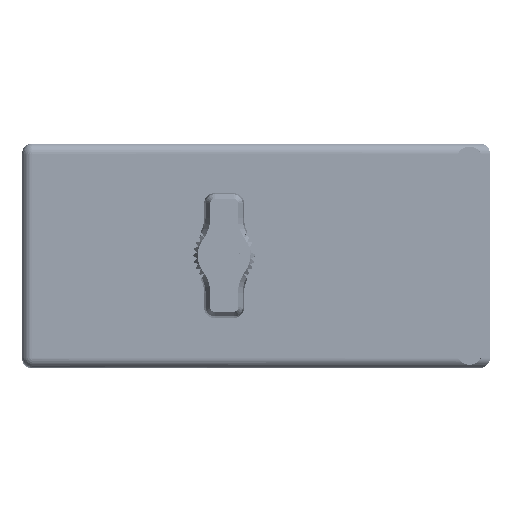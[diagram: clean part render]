
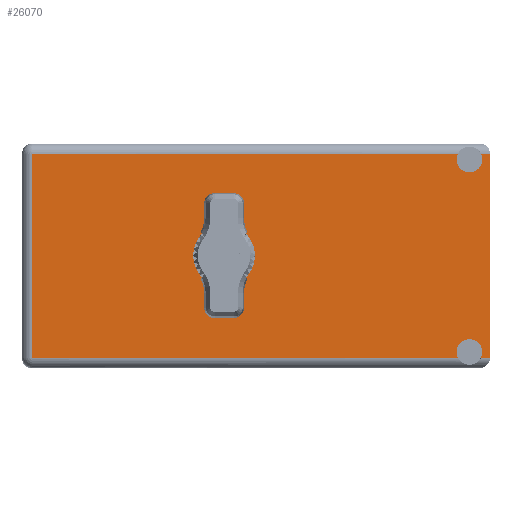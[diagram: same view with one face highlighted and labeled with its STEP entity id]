
A CAD part, top view. The second image highlights one B-rep face of the part: STEP entity #26070.
In plain terms, the highlighted face is planar.
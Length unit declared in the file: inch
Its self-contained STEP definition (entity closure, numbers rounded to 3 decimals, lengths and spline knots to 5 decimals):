
#643 = CARTESIAN_POINT ( 'NONE',  ( 3.05, 2.03, -0.109 ) ) ;
#2792 = VERTEX_POINT ( 'NONE', #33643 ) ;
#5033 = AXIS2_PLACEMENT_3D ( 'NONE', #37715, #80864, #5059 ) ;
#5059 = DIRECTION ( 'NONE',  ( 0., 0., 1. ) ) ;
#6074 = CARTESIAN_POINT ( 'NONE',  ( 3.05, 2.03, -1.421 ) ) ;
#6880 = CARTESIAN_POINT ( 'NONE',  ( 3.19, 2.03, -1.46 ) ) ;
#10326 = CARTESIAN_POINT ( 'NONE',  ( 0.07, 2.03, -0.07 ) ) ;
#10368 = ORIENTED_EDGE ( 'NONE', *, *, #20941, .T. ) ;
#10862 = DIRECTION ( 'NONE',  ( 0., 0., 1. ) ) ;
#12602 = CARTESIAN_POINT ( 'NONE',  ( 0., 2.03, -1.46 ) ) ;
#14072 = VECTOR ( 'NONE', #59410, 39.37008 ) ;
#16461 = VERTEX_POINT ( 'NONE', #68187 ) ;
#18446 = DIRECTION ( 'NONE',  ( 0., 0., 1. ) ) ;
#19739 = CIRCLE ( 'NONE', #35593, 0.0875 ) ;
#20941 = EDGE_CURVE ( 'NONE', #73474, #81274, #69088, .T. ) ;
#21264 = VERTEX_POINT ( 'NONE', #22272 ) ;
#21281 = ORIENTED_EDGE ( 'NONE', *, *, #74468, .F. ) ;
#22272 = CARTESIAN_POINT ( 'NONE',  ( 3.05, 2.03, -0.1965 ) ) ;
#23055 = VECTOR ( 'NONE', #10862, 39.37008 ) ;
#23460 = EDGE_CURVE ( 'NONE', #2792, #16461, #98740, .T. ) ;
#24538 = DIRECTION ( 'NONE',  ( 0., 0., 1. ) ) ;
#24835 = CARTESIAN_POINT ( 'NONE',  ( 0., 2.03, -1.53 ) ) ;
#25915 = FACE_BOUND ( 'NONE', #41118, .T. ) ;
#26070 = ADVANCED_FACE ( 'NONE', ( #25915, #59667 ), #41955, .T. ) ;
#26200 = CARTESIAN_POINT ( 'NONE',  ( 3.05, 2.03, -1.421 ) ) ;
#26273 = CIRCLE ( 'NONE', #5033, 0.17 ) ;
#28426 = EDGE_CURVE ( 'NONE', #28682, #84676, #19739, .T. ) ;
#28567 = ORIENTED_EDGE ( 'NONE', *, *, #47668, .F. ) ;
#28682 = VERTEX_POINT ( 'NONE', #33272 ) ;
#32181 = DIRECTION ( 'NONE',  ( 0., 1., 0. ) ) ;
#32729 = CARTESIAN_POINT ( 'NONE',  ( 1.3775, 2.03, -0.765 ) ) ;
#33272 = CARTESIAN_POINT ( 'NONE',  ( 3.05, 2.03, -1.3335 ) ) ;
#33374 = LINE ( 'NONE', #48320, #56675 ) ;
#33643 = CARTESIAN_POINT ( 'NONE',  ( 1.3775, 2.03, -0.595 ) ) ;
#33957 = EDGE_LOOP ( 'NONE', ( #102417, #21281, #28567, #10368, #53099, #58582, #47842, #83236, #44007, #103649 ) ) ;
#34210 = DIRECTION ( 'NONE',  ( 0., 1., 0. ) ) ;
#34248 = CARTESIAN_POINT ( 'NONE',  ( 2.97167, 2.03, -1.46 ) ) ;
#35593 = AXIS2_PLACEMENT_3D ( 'NONE', #26200, #68797, #18446 ) ;
#35595 = LINE ( 'NONE', #50544, #14072 ) ;
#37715 = CARTESIAN_POINT ( 'NONE',  ( 1.3775, 2.03, -0.765 ) ) ;
#41118 = EDGE_LOOP ( 'NONE', ( #99180, #61556 ) ) ;
#41557 = DIRECTION ( 'NONE',  ( 0., 0., 1. ) ) ;
#41579 = DIRECTION ( 'NONE',  ( 0., 1., 0. ) ) ;
#41955 = PLANE ( 'NONE',  #83238 ) ;
#44007 = ORIENTED_EDGE ( 'NONE', *, *, #92560, .T. ) ;
#45177 = CARTESIAN_POINT ( 'NONE',  ( 2.97167, 2.03, -0.07 ) ) ;
#45297 = EDGE_CURVE ( 'NONE', #61166, #86084, #106913, .T. ) ;
#47175 = DIRECTION ( 'NONE',  ( 1., 0., 0. ) ) ;
#47668 = EDGE_CURVE ( 'NONE', #73474, #21264, #100476, .T. ) ;
#47842 = ORIENTED_EDGE ( 'NONE', *, *, #28426, .F. ) ;
#48320 = CARTESIAN_POINT ( 'NONE',  ( 0.07, 2.03, -1.53 ) ) ;
#48646 = DIRECTION ( 'NONE',  ( 0., 1., 0. ) ) ;
#48871 = VECTOR ( 'NONE', #97795, 39.37008 ) ;
#50544 = CARTESIAN_POINT ( 'NONE',  ( 0., 2.03, -1.46 ) ) ;
#51828 = EDGE_CURVE ( 'NONE', #67857, #61166, #33374, .T. ) ;
#51886 = CARTESIAN_POINT ( 'NONE',  ( 3.19, 2.03, -0.07 ) ) ;
#53099 = ORIENTED_EDGE ( 'NONE', *, *, #93384, .F. ) ;
#53306 = VERTEX_POINT ( 'NONE', #34248 ) ;
#54545 = CIRCLE ( 'NONE', #96976, 0.0875 ) ;
#55709 = LINE ( 'NONE', #12602, #48871 ) ;
#56313 = CARTESIAN_POINT ( 'NONE',  ( 3.05, 2.03, -0.109 ) ) ;
#56433 = CARTESIAN_POINT ( 'NONE',  ( 3.12833, 2.03, -1.46 ) ) ;
#56675 = VECTOR ( 'NONE', #24538, 39.37008 ) ;
#57660 = DIRECTION ( 'NONE',  ( 0., 0., 1. ) ) ;
#58582 = ORIENTED_EDGE ( 'NONE', *, *, #89588, .T. ) ;
#59410 = DIRECTION ( 'NONE',  ( -1., 0., 0. ) ) ;
#59667 = FACE_OUTER_BOUND ( 'NONE', #33957, .T. ) ;
#61166 = VERTEX_POINT ( 'NONE', #10326 ) ;
#61556 = ORIENTED_EDGE ( 'NONE', *, *, #64686, .F. ) ;
#64686 = EDGE_CURVE ( 'NONE', #16461, #2792, #26273, .T. ) ;
#67857 = VERTEX_POINT ( 'NONE', #78422 ) ;
#68187 = CARTESIAN_POINT ( 'NONE',  ( 1.3775, 2.03, -0.935 ) ) ;
#68797 = DIRECTION ( 'NONE',  ( 0., 1., 0. ) ) ;
#69088 = LINE ( 'NONE', #102838, #98344 ) ;
#73474 = VERTEX_POINT ( 'NONE', #74237 ) ;
#74091 = DIRECTION ( 'NONE',  ( 0., 0., 1. ) ) ;
#74237 = CARTESIAN_POINT ( 'NONE',  ( 3.12833, 2.03, -0.07 ) ) ;
#74439 = CIRCLE ( 'NONE', #92134, 0.0875 ) ;
#74468 = EDGE_CURVE ( 'NONE', #21264, #86084, #74439, .T. ) ;
#77265 = LINE ( 'NONE', #79456, #23055 ) ;
#78422 = CARTESIAN_POINT ( 'NONE',  ( 0.07, 2.03, -1.46 ) ) ;
#79456 = CARTESIAN_POINT ( 'NONE',  ( 3.19, 2.03, 0. ) ) ;
#80649 = VECTOR ( 'NONE', #47175, 39.37008 ) ;
#80864 = DIRECTION ( 'NONE',  ( 0., 1., 0. ) ) ;
#81274 = VERTEX_POINT ( 'NONE', #51886 ) ;
#81916 = VERTEX_POINT ( 'NONE', #6880 ) ;
#83236 = ORIENTED_EDGE ( 'NONE', *, *, #95731, .F. ) ;
#83238 = AXIS2_PLACEMENT_3D ( 'NONE', #24835, #34210, #74091 ) ;
#84676 = VERTEX_POINT ( 'NONE', #56433 ) ;
#86084 = VERTEX_POINT ( 'NONE', #45177 ) ;
#86317 = AXIS2_PLACEMENT_3D ( 'NONE', #56313, #98936, #100584 ) ;
#89588 = EDGE_CURVE ( 'NONE', #81916, #84676, #55709, .T. ) ;
#90718 = DIRECTION ( 'NONE',  ( 0., 0., 1. ) ) ;
#92134 = AXIS2_PLACEMENT_3D ( 'NONE', #643, #41579, #57660 ) ;
#92560 = EDGE_CURVE ( 'NONE', #53306, #67857, #35595, .T. ) ;
#93384 = EDGE_CURVE ( 'NONE', #81916, #81274, #77265, .T. ) ;
#95731 = EDGE_CURVE ( 'NONE', #53306, #28682, #54545, .T. ) ;
#96976 = AXIS2_PLACEMENT_3D ( 'NONE', #6074, #48646, #90718 ) ;
#97795 = DIRECTION ( 'NONE',  ( -1., 0., 0. ) ) ;
#98100 = CARTESIAN_POINT ( 'NONE',  ( 3.19, 2.03, -0.07 ) ) ;
#98344 = VECTOR ( 'NONE', #100673, 39.37008 ) ;
#98740 = CIRCLE ( 'NONE', #109317, 0.17 ) ;
#98936 = DIRECTION ( 'NONE',  ( 0., 1., 0. ) ) ;
#99180 = ORIENTED_EDGE ( 'NONE', *, *, #23460, .F. ) ;
#100476 = CIRCLE ( 'NONE', #86317, 0.0875 ) ;
#100584 = DIRECTION ( 'NONE',  ( 0., 0., 1. ) ) ;
#100673 = DIRECTION ( 'NONE',  ( 1., 0., 0. ) ) ;
#102417 = ORIENTED_EDGE ( 'NONE', *, *, #45297, .T. ) ;
#102838 = CARTESIAN_POINT ( 'NONE',  ( 3.19, 2.03, -0.07 ) ) ;
#103649 = ORIENTED_EDGE ( 'NONE', *, *, #51828, .T. ) ;
#106913 = LINE ( 'NONE', #98100, #80649 ) ;
#109317 = AXIS2_PLACEMENT_3D ( 'NONE', #32729, #32181, #41557 ) ;
